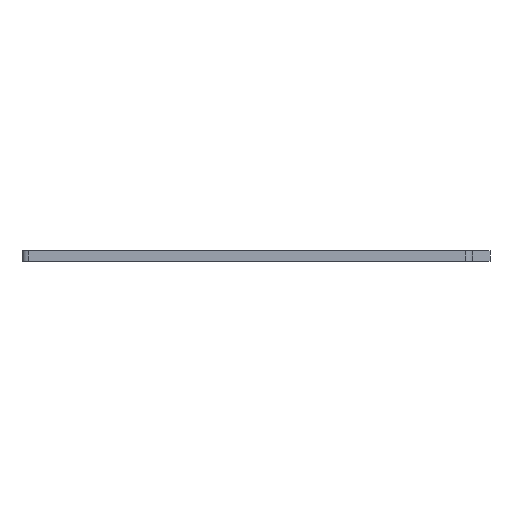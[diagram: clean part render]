
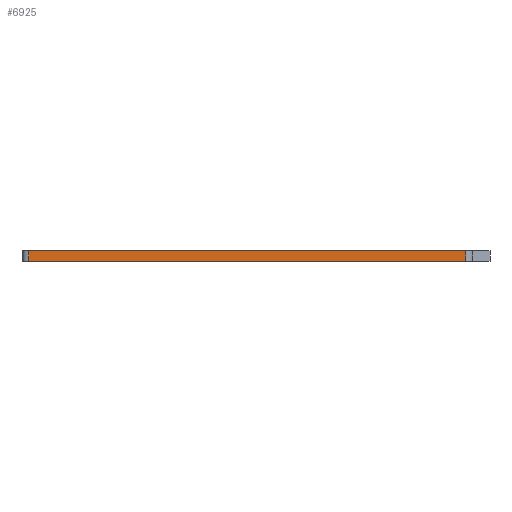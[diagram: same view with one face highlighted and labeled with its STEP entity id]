
A CAD part, front view. The second image highlights one B-rep face of the part: STEP entity #6925.
In plain terms, the highlighted planar face has unit normal (0, -1, 0).
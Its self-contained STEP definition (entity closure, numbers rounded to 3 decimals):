
#83 = PLANE('',#84);
#84 = AXIS2_PLACEMENT_3D('',#85,#86,#87);
#85 = CARTESIAN_POINT('',(147.734,-105.135,1.6));
#86 = DIRECTION('',(-0.,-0.,-1.));
#87 = DIRECTION('',(-1.,0.,0.));
#137 = PLANE('',#138);
#138 = AXIS2_PLACEMENT_3D('',#139,#140,#141);
#139 = CARTESIAN_POINT('',(147.734,-105.135,0.));
#140 = DIRECTION('',(-0.,-0.,-1.));
#141 = DIRECTION('',(-1.,0.,0.));
#268 = CYLINDRICAL_SURFACE('',#269,1.);
#269 = AXIS2_PLACEMENT_3D('',#270,#271,#272);
#270 = CARTESIAN_POINT('',(179.251,-130.674,0.));
#271 = DIRECTION('',(-0.,-0.,-1.));
#272 = DIRECTION('',(1.,0.,-0.));
#307 = VERTEX_POINT('',#308);
#308 = CARTESIAN_POINT('',(179.251,-131.674,0.));
#334 = EDGE_CURVE('',#307,#335,#337,.T.);
#335 = VERTEX_POINT('',#336);
#336 = CARTESIAN_POINT('',(115.211,-131.674,0.));
#337 = SURFACE_CURVE('',#338,(#342,#349),.PCURVE_S1.);
#338 = LINE('',#339,#340);
#339 = CARTESIAN_POINT('',(179.251,-131.674,0.));
#340 = VECTOR('',#341,1.);
#341 = DIRECTION('',(-1.,0.,0.));
#342 = PCURVE('',#137,#343);
#343 = DEFINITIONAL_REPRESENTATION('',(#344),#348);
#344 = LINE('',#345,#346);
#345 = CARTESIAN_POINT('',(-31.517,-26.539));
#346 = VECTOR('',#347,1.);
#347 = DIRECTION('',(1.,0.));
#348 = ( GEOMETRIC_REPRESENTATION_CONTEXT(2) 
PARAMETRIC_REPRESENTATION_CONTEXT() REPRESENTATION_CONTEXT('2D SPACE',''
  ) );
#349 = PCURVE('',#350,#355);
#350 = PLANE('',#351);
#351 = AXIS2_PLACEMENT_3D('',#352,#353,#354);
#352 = CARTESIAN_POINT('',(179.251,-131.674,0.));
#353 = DIRECTION('',(0.,-1.,0.));
#354 = DIRECTION('',(-1.,0.,0.));
#355 = DEFINITIONAL_REPRESENTATION('',(#356),#360);
#356 = LINE('',#357,#358);
#357 = CARTESIAN_POINT('',(0.,0.));
#358 = VECTOR('',#359,1.);
#359 = DIRECTION('',(1.,0.));
#360 = ( GEOMETRIC_REPRESENTATION_CONTEXT(2) 
PARAMETRIC_REPRESENTATION_CONTEXT() REPRESENTATION_CONTEXT('2D SPACE',''
  ) );
#383 = CYLINDRICAL_SURFACE('',#384,1.);
#384 = AXIS2_PLACEMENT_3D('',#385,#386,#387);
#385 = CARTESIAN_POINT('',(115.211,-130.674,0.));
#386 = DIRECTION('',(-0.,-0.,-1.));
#387 = DIRECTION('',(1.,0.,-0.));
#3849 = VERTEX_POINT('',#3850);
#3850 = CARTESIAN_POINT('',(179.251,-131.674,1.6));
#3876 = EDGE_CURVE('',#3849,#3877,#3879,.T.);
#3877 = VERTEX_POINT('',#3878);
#3878 = CARTESIAN_POINT('',(115.211,-131.674,1.6));
#3879 = SURFACE_CURVE('',#3880,(#3884,#3891),.PCURVE_S1.);
#3880 = LINE('',#3881,#3882);
#3881 = CARTESIAN_POINT('',(179.251,-131.674,1.6));
#3882 = VECTOR('',#3883,1.);
#3883 = DIRECTION('',(-1.,0.,0.));
#3884 = PCURVE('',#83,#3885);
#3885 = DEFINITIONAL_REPRESENTATION('',(#3886),#3890);
#3886 = LINE('',#3887,#3888);
#3887 = CARTESIAN_POINT('',(-31.517,-26.539));
#3888 = VECTOR('',#3889,1.);
#3889 = DIRECTION('',(1.,0.));
#3890 = ( GEOMETRIC_REPRESENTATION_CONTEXT(2) 
PARAMETRIC_REPRESENTATION_CONTEXT() REPRESENTATION_CONTEXT('2D SPACE',''
  ) );
#3891 = PCURVE('',#350,#3892);
#3892 = DEFINITIONAL_REPRESENTATION('',(#3893),#3897);
#3893 = LINE('',#3894,#3895);
#3894 = CARTESIAN_POINT('',(0.,-1.6));
#3895 = VECTOR('',#3896,1.);
#3896 = DIRECTION('',(1.,0.));
#3897 = ( GEOMETRIC_REPRESENTATION_CONTEXT(2) 
PARAMETRIC_REPRESENTATION_CONTEXT() REPRESENTATION_CONTEXT('2D SPACE',''
  ) );
#6875 = EDGE_CURVE('',#307,#3849,#6876,.T.);
#6876 = SURFACE_CURVE('',#6877,(#6881,#6888),.PCURVE_S1.);
#6877 = LINE('',#6878,#6879);
#6878 = CARTESIAN_POINT('',(179.251,-131.674,0.));
#6879 = VECTOR('',#6880,1.);
#6880 = DIRECTION('',(0.,0.,1.));
#6881 = PCURVE('',#268,#6882);
#6882 = DEFINITIONAL_REPRESENTATION('',(#6883),#6887);
#6883 = LINE('',#6884,#6885);
#6884 = CARTESIAN_POINT('',(-4.712,0.));
#6885 = VECTOR('',#6886,1.);
#6886 = DIRECTION('',(-0.,-1.));
#6887 = ( GEOMETRIC_REPRESENTATION_CONTEXT(2) 
PARAMETRIC_REPRESENTATION_CONTEXT() REPRESENTATION_CONTEXT('2D SPACE',''
  ) );
#6888 = PCURVE('',#350,#6889);
#6889 = DEFINITIONAL_REPRESENTATION('',(#6890),#6894);
#6890 = LINE('',#6891,#6892);
#6891 = CARTESIAN_POINT('',(0.,0.));
#6892 = VECTOR('',#6893,1.);
#6893 = DIRECTION('',(0.,-1.));
#6894 = ( GEOMETRIC_REPRESENTATION_CONTEXT(2) 
PARAMETRIC_REPRESENTATION_CONTEXT() REPRESENTATION_CONTEXT('2D SPACE',''
  ) );
#6925 = ADVANCED_FACE('',(#6926),#350,.T.);
#6926 = FACE_BOUND('',#6927,.T.);
#6927 = EDGE_LOOP('',(#6928,#6929,#6930,#6951));
#6928 = ORIENTED_EDGE('',*,*,#6875,.T.);
#6929 = ORIENTED_EDGE('',*,*,#3876,.T.);
#6930 = ORIENTED_EDGE('',*,*,#6931,.F.);
#6931 = EDGE_CURVE('',#335,#3877,#6932,.T.);
#6932 = SURFACE_CURVE('',#6933,(#6937,#6944),.PCURVE_S1.);
#6933 = LINE('',#6934,#6935);
#6934 = CARTESIAN_POINT('',(115.211,-131.674,0.));
#6935 = VECTOR('',#6936,1.);
#6936 = DIRECTION('',(0.,0.,1.));
#6937 = PCURVE('',#350,#6938);
#6938 = DEFINITIONAL_REPRESENTATION('',(#6939),#6943);
#6939 = LINE('',#6940,#6941);
#6940 = CARTESIAN_POINT('',(64.04,0.));
#6941 = VECTOR('',#6942,1.);
#6942 = DIRECTION('',(0.,-1.));
#6943 = ( GEOMETRIC_REPRESENTATION_CONTEXT(2) 
PARAMETRIC_REPRESENTATION_CONTEXT() REPRESENTATION_CONTEXT('2D SPACE',''
  ) );
#6944 = PCURVE('',#383,#6945);
#6945 = DEFINITIONAL_REPRESENTATION('',(#6946),#6950);
#6946 = LINE('',#6947,#6948);
#6947 = CARTESIAN_POINT('',(-4.712,0.));
#6948 = VECTOR('',#6949,1.);
#6949 = DIRECTION('',(-0.,-1.));
#6950 = ( GEOMETRIC_REPRESENTATION_CONTEXT(2) 
PARAMETRIC_REPRESENTATION_CONTEXT() REPRESENTATION_CONTEXT('2D SPACE',''
  ) );
#6951 = ORIENTED_EDGE('',*,*,#334,.F.);
